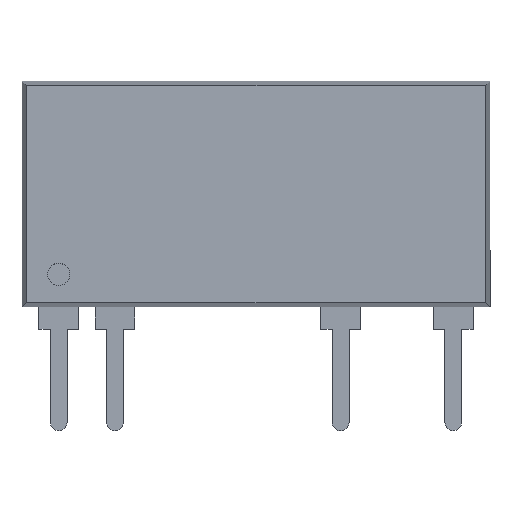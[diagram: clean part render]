
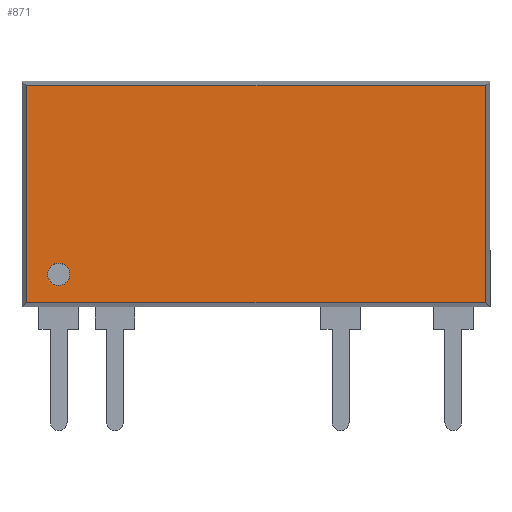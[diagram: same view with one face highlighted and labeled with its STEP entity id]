
A CAD part, top view. The second image highlights one B-rep face of the part: STEP entity #871.
In plain terms, the highlighted planar face has unit normal (0, 0, 1).
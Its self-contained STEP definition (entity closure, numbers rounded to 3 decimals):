
#57 = ORIENTED_EDGE ( 'NONE', *, *, #2148, .F. ) ;
#68 = LINE ( 'NONE', #1840, #1749 ) ;
#93 = EDGE_LOOP ( 'NONE', ( #2404, #232, #57, #137 ) ) ;
#130 = CARTESIAN_POINT ( 'NONE',  ( 0., 0.179, 1.651 ) ) ;
#137 = ORIENTED_EDGE ( 'NONE', *, *, #2401, .T. ) ;
#172 = CARTESIAN_POINT ( 'NONE',  ( 1.652, 1.453, 1.651 ) ) ;
#232 = ORIENTED_EDGE ( 'NONE', *, *, #1772, .T. ) ;
#263 = CARTESIAN_POINT ( 'NONE',  ( 0., 9.957, 1.651 ) ) ;
#314 = VECTOR ( 'NONE', #1914, 1000. ) ;
#361 = LINE ( 'NONE', #130, #546 ) ;
#400 = DIRECTION ( 'NONE',  ( 1., 0., 0. ) ) ;
#451 = VERTEX_POINT ( 'NONE', #1146 ) ;
#499 = EDGE_CURVE ( 'NONE', #864, #2374, #2440, .T. ) ;
#504 = AXIS2_PLACEMENT_3D ( 'NONE', #172, #1633, #400 ) ;
#539 = AXIS2_PLACEMENT_3D ( 'NONE', #1979, #828, #2176 ) ;
#546 = VECTOR ( 'NONE', #1597, 1000. ) ;
#828 = DIRECTION ( 'NONE',  ( 0., 0., -1. ) ) ;
#864 = VERTEX_POINT ( 'NONE', #1009 ) ;
#871 = ADVANCED_FACE ( 'NONE', ( #1819, #2014 ), #1974, .F. ) ;
#905 = ORIENTED_EDGE ( 'NONE', *, *, #1124, .F. ) ;
#974 = LINE ( 'NONE', #263, #314 ) ;
#1009 = CARTESIAN_POINT ( 'NONE',  ( 2.152, 1.453, 1.651 ) ) ;
#1053 = CARTESIAN_POINT ( 'NONE',  ( 20.879, 0.179, 1.651 ) ) ;
#1083 = CARTESIAN_POINT ( 'NONE',  ( 20.879, 0., 1.651 ) ) ;
#1124 = EDGE_CURVE ( 'NONE', #2374, #864, #1710, .T. ) ;
#1146 = CARTESIAN_POINT ( 'NONE',  ( 20.879, 9.957, 1.651 ) ) ;
#1189 = DIRECTION ( 'NONE',  ( 0., 0., 1. ) ) ;
#1340 = VERTEX_POINT ( 'NONE', #1682 ) ;
#1457 = VERTEX_POINT ( 'NONE', #1918 ) ;
#1581 = ORIENTED_EDGE ( 'NONE', *, *, #499, .F. ) ;
#1582 = EDGE_LOOP ( 'NONE', ( #1581, #905 ) ) ;
#1597 = DIRECTION ( 'NONE',  ( 1., 0., 0. ) ) ;
#1633 = DIRECTION ( 'NONE',  ( 0., 0., 1. ) ) ;
#1639 = DIRECTION ( 'NONE',  ( 0., -1., 0. ) ) ;
#1682 = CARTESIAN_POINT ( 'NONE',  ( 0.203, 9.957, 1.651 ) ) ;
#1700 = VERTEX_POINT ( 'NONE', #1053 ) ;
#1710 = CIRCLE ( 'NONE', #504, 0.5 ) ;
#1749 = VECTOR ( 'NONE', #1639, 1000. ) ;
#1772 = EDGE_CURVE ( 'NONE', #1700, #451, #2347, .T. ) ;
#1782 = VECTOR ( 'NONE', #2617, 1000. ) ;
#1819 = FACE_BOUND ( 'NONE', #1582, .T. ) ;
#1840 = CARTESIAN_POINT ( 'NONE',  ( 0.203, 0., 1.651 ) ) ;
#1911 = EDGE_CURVE ( 'NONE', #1457, #1700, #361, .T. ) ;
#1914 = DIRECTION ( 'NONE',  ( 1., 0., 0. ) ) ;
#1918 = CARTESIAN_POINT ( 'NONE',  ( 0.203, 0.179, 1.651 ) ) ;
#1974 = PLANE ( 'NONE',  #539 ) ;
#1979 = CARTESIAN_POINT ( 'NONE',  ( 0., 0., 1.651 ) ) ;
#2014 = FACE_OUTER_BOUND ( 'NONE', #93, .T. ) ;
#2148 = EDGE_CURVE ( 'NONE', #1340, #451, #974, .T. ) ;
#2176 = DIRECTION ( 'NONE',  ( -1., 0., 0. ) ) ;
#2325 = CARTESIAN_POINT ( 'NONE',  ( 1.152, 1.453, 1.651 ) ) ;
#2347 = LINE ( 'NONE', #1083, #1782 ) ;
#2359 = CARTESIAN_POINT ( 'NONE',  ( 1.652, 1.453, 1.651 ) ) ;
#2374 = VERTEX_POINT ( 'NONE', #2325 ) ;
#2401 = EDGE_CURVE ( 'NONE', #1340, #1457, #68, .T. ) ;
#2404 = ORIENTED_EDGE ( 'NONE', *, *, #1911, .T. ) ;
#2440 = CIRCLE ( 'NONE', #2537, 0.5 ) ;
#2537 = AXIS2_PLACEMENT_3D ( 'NONE', #2359, #1189, #2543 ) ;
#2543 = DIRECTION ( 'NONE',  ( 1., 0., 0. ) ) ;
#2617 = DIRECTION ( 'NONE',  ( 0., 1., 0. ) ) ;
